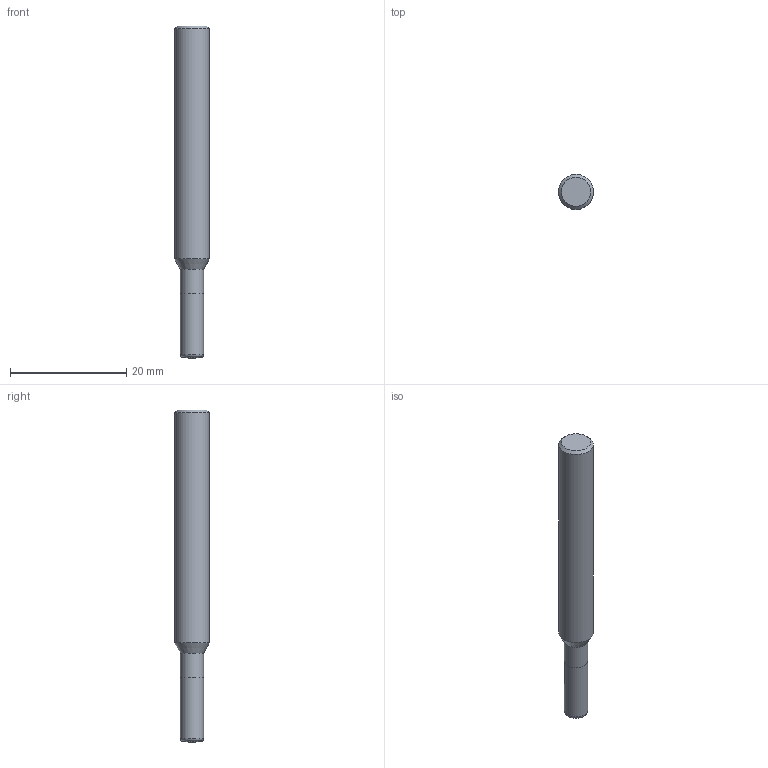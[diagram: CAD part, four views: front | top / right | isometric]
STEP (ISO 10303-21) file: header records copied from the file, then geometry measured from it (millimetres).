
FILE_DESCRIPTION(/* description */ (''),/* implementation_level */ '2;1');
FILE_NAME(/* name */ '1552657848937.stp',/* time_stamp */ '2019-03-15T14:51:08+01:00',/* author */ (''),/* organization */ ('SMS'),/* preprocessor_version */ 'ST-DEVELOPER v15',/* originating_system */ 'SIEMENS PLM Software NX 8.5',/* authorisation */ '');
FILE_SCHEMA (('AUTOMOTIVE_DESIGN { 1 0 10303 214 3 1 1 1 }'));
Length unit declared in the file: millimetre
Products named in the file (1): 201570364mod000_01
Bounding box: 6 x 6 x 57 mm (x, y, z)
Volume: 1353.5 mm3; surface area: 1033.2 mm2
Topology: 2 solids, 2 shells, 11 faces, 17 edges, 15 vertices
Faces by surface type: plane 4, cylinder 3, cone 2, bspline 1, torus 1
Full cylindrical faces by diameter (mm): 4 x2, 6 x1
Entity records: 329 total; most frequent: CARTESIAN_POINT 80, DIRECTION 46, AXIS2_PLACEMENT_3D 23, EDGE_LOOP 18, ORIENTED_EDGE 18, FACE_BOUND 14, ADVANCED_FACE 11, STYLED_ITEM 10
